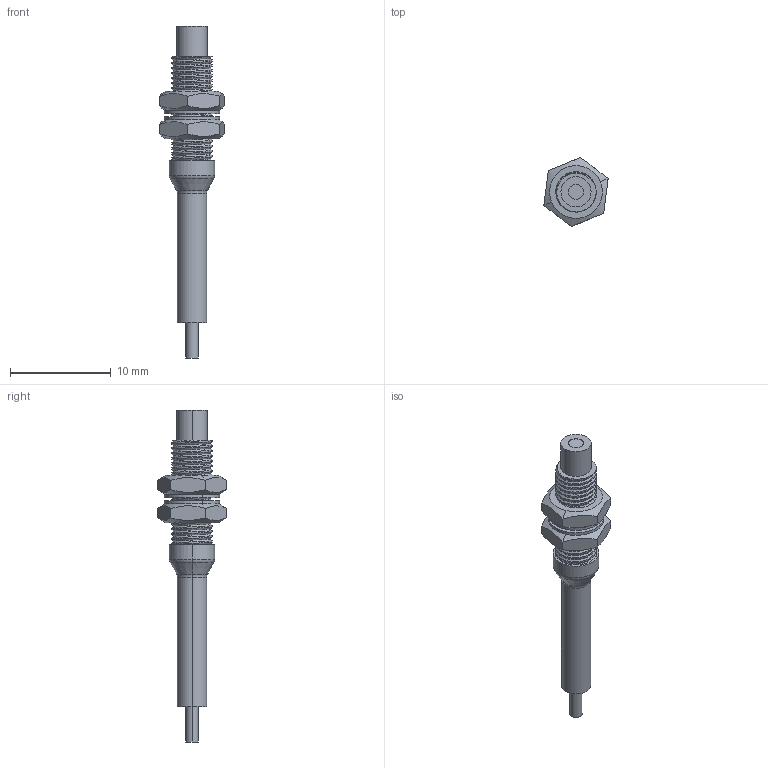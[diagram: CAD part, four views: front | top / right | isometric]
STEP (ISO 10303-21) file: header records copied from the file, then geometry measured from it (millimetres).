
FILE_DESCRIPTION((''),'2;1');
FILE_NAME('PRT0003','2022-02-22T',('EDY'),(''),'CREO PARAMETRIC BY PTC INC, 2018070','CREO PARAMETRIC BY PTC INC, 2018070','');
FILE_SCHEMA(('CONFIG_CONTROL_DESIGN'));
Length unit declared in the file: millimetre
Products named in the file (1): PRT0003
Bounding box: 6.4 x 6.87 x 33 mm (x, y, z)
Volume: 318.4 mm3; surface area: 683.9 mm2
Topology: 2 solids, 10 shells, 135 faces, 293 edges, 188 vertices
Faces by surface type: cylinder 50, cone 30, plane 29, bspline 22, torus 4
Entity records: 27247 total; most frequent: CARTESIAN_POINT 24513, ORIENTED_EDGE 586, DIRECTION 455, EDGE_CURVE 293, AXIS2_PLACEMENT_3D 190, VERTEX_POINT 188, EDGE_LOOP 147, B_SPLINE_CURVE_WITH_KNOTS 141
